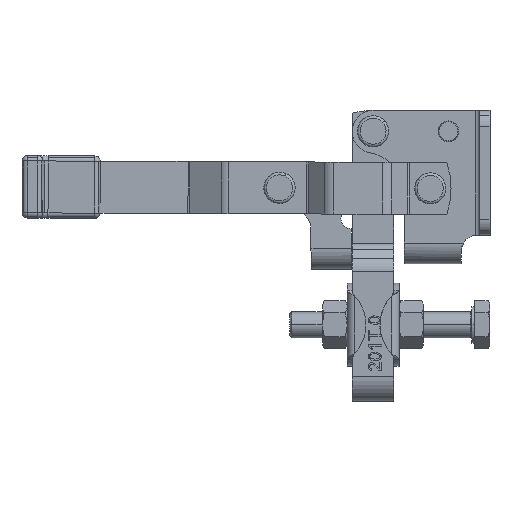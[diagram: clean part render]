
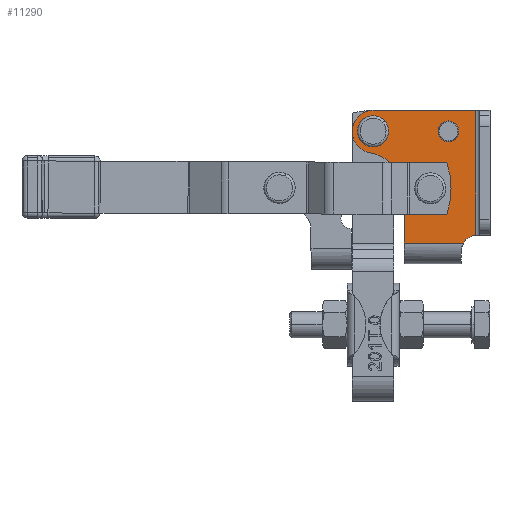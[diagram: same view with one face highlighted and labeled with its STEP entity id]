
A CAD part, left-side view. The second image highlights one B-rep face of the part: STEP entity #11290.
In plain terms, the highlighted planar face has unit normal (-1, 0, 0).
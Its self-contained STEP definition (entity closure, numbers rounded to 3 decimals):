
#2211=CARTESIAN_POINT('',(-138.871,38.096,15.549));
#2212=VERTEX_POINT('',#2211);
#2229=CARTESIAN_POINT('',(-138.871,34.041,11.127));
#2230=VERTEX_POINT('',#2229);
#2237=CARTESIAN_POINT('',(-138.871,36.069,13.338));
#2238=DIRECTION('',(1.0,0.,0.));
#2239=DIRECTION('',(0.,0.676,0.737));
#2240=AXIS2_PLACEMENT_3D('',#2237,#2238,#2239);
#2241=CIRCLE('',#2240,3.);
#2242=EDGE_CURVE('',#2212,#2230,#2241,.T.);
#2336=CARTESIAN_POINT('',(-138.871,21.569,15.338));
#2337=VERTEX_POINT('',#2336);
#2346=CARTESIAN_POINT('',(-138.871,21.569,11.338));
#2347=VERTEX_POINT('',#2346);
#2348=CARTESIAN_POINT('',(-138.871,21.569,13.338));
#2349=DIRECTION('',(1.0,0.0,0.0));
#2350=DIRECTION('',(0.0,0.0,1.0));
#2351=AXIS2_PLACEMENT_3D('',#2348,#2349,#2350);
#2352=CIRCLE('',#2351,2.0);
#2353=EDGE_CURVE('',#2347,#2337,#2352,.T.);
#3900=CARTESIAN_POINT('',(-138.871,18.19,-7.541));
#3901=VERTEX_POINT('',#3900);
#3910=CARTESIAN_POINT('',(-138.871,18.667,-8.162));
#3911=VERTEX_POINT('',#3910);
#3912=CARTESIAN_POINT('',(-138.871,16.069,-9.662));
#3913=DIRECTION('',(-1.0,0.,0.));
#3914=DIRECTION('',(0.,0.707,0.707));
#3915=AXIS2_PLACEMENT_3D('',#3912,#3913,#3914);
#3916=CIRCLE('',#3915,3.);
#3917=EDGE_CURVE('',#3901,#3911,#3916,.T.);
#4449=CARTESIAN_POINT('',(-138.871,38.897,16.166));
#4450=VERTEX_POINT('',#4449);
#4466=CARTESIAN_POINT('',(-138.871,40.069,13.338));
#4467=VERTEX_POINT('',#4466);
#4474=CARTESIAN_POINT('',(-138.871,36.069,13.338));
#4475=DIRECTION('',(1.,0.,0.));
#4476=DIRECTION('',(0.,0.707,0.707));
#4477=AXIS2_PLACEMENT_3D('',#4474,#4475,#4476);
#4478=CIRCLE('',#4477,4.0);
#4479=EDGE_CURVE('',#4467,#4450,#4478,.T.);
#4531=CARTESIAN_POINT('',(-138.871,32.412,6.994));
#4532=VERTEX_POINT('',#4531);
#4541=CARTESIAN_POINT('',(-138.871,36.735,9.226));
#4542=VERTEX_POINT('',#4541);
#4543=CARTESIAN_POINT('',(-138.871,38.069,1.338));
#4544=DIRECTION('',(-1.0,0.,0.));
#4545=DIRECTION('',(0.,-0.707,0.707));
#4546=AXIS2_PLACEMENT_3D('',#4543,#4544,#4545);
#4547=CIRCLE('',#4546,8.0);
#4548=EDGE_CURVE('',#4532,#4542,#4547,.T.);
#5807=CARTESIAN_POINT('',(-138.871,30.069,-8.162));
#5808=VERTEX_POINT('',#5807);
#5809=CARTESIAN_POINT('',(-138.871,30.069,-8.162));
#5810=DIRECTION('',(0.0,-1.0,0.));
#5811=VECTOR('',#5810,11.402);
#5812=LINE('',#5809,#5811);
#5813=EDGE_CURVE('',#3911,#5808,#5812,.F.);
#5891=CARTESIAN_POINT('',(-138.871,16.319,17.338));
#5892=VERTEX_POINT('',#5891);
#5900=CARTESIAN_POINT('',(-138.871,16.319,-6.673));
#5901=VERTEX_POINT('',#5900);
#5902=CARTESIAN_POINT('',(-138.871,16.319,-6.673));
#5903=DIRECTION('',(0.0,0.0,1.0));
#5904=VECTOR('',#5903,24.01);
#5905=LINE('',#5902,#5904);
#5906=EDGE_CURVE('',#5901,#5892,#5905,.T.);
#6097=CARTESIAN_POINT('',(-138.871,30.069,1.338));
#6098=VERTEX_POINT('',#6097);
#6099=CARTESIAN_POINT('',(-138.871,30.069,1.338));
#6100=DIRECTION('',(0.0,0.0,-1.0));
#6101=VECTOR('',#6100,9.5);
#6102=LINE('',#6099,#6101);
#6103=EDGE_CURVE('',#6098,#5808,#6102,.T.);
#6147=CARTESIAN_POINT('',(-138.871,38.069,1.338));
#6148=DIRECTION('',(-1.0,0.,0.));
#6149=DIRECTION('',(0.,-0.707,0.707));
#6150=AXIS2_PLACEMENT_3D('',#6147,#6148,#6149);
#6151=CIRCLE('',#6150,8.0);
#6152=EDGE_CURVE('',#6098,#4532,#6151,.T.);
#6196=CARTESIAN_POINT('',(-138.871,36.069,17.338));
#6197=VERTEX_POINT('',#6196);
#6198=CARTESIAN_POINT('',(-138.871,36.069,13.338));
#6199=DIRECTION('',(1.,0.,0.));
#6200=DIRECTION('',(0.,0.707,0.707));
#6201=AXIS2_PLACEMENT_3D('',#6198,#6199,#6200);
#6202=CIRCLE('',#6201,4.0);
#6203=EDGE_CURVE('',#4450,#6197,#6202,.T.);
#6381=CARTESIAN_POINT('',(-138.871,36.069,17.338));
#6382=DIRECTION('',(0.0,-1.0,0.0));
#6383=VECTOR('',#6382,19.75);
#6384=LINE('',#6381,#6383);
#6385=EDGE_CURVE('',#6197,#5892,#6384,.T.);
#6629=CARTESIAN_POINT('',(-138.871,40.069,13.17));
#6630=VERTEX_POINT('',#6629);
#6631=CARTESIAN_POINT('',(-138.871,36.069,13.17));
#6632=DIRECTION('',(1.0,0.0,0.0));
#6633=DIRECTION('',(0.0,-1.0,0.0));
#6634=AXIS2_PLACEMENT_3D('',#6631,#6632,#6633);
#6635=CIRCLE('',#6634,4.);
#6636=EDGE_CURVE('',#4542,#6630,#6635,.T.);
#6682=CARTESIAN_POINT('',(-138.871,16.069,-9.662));
#6683=DIRECTION('',(-1.0,0.,0.));
#6684=DIRECTION('',(0.,0.707,0.707));
#6685=AXIS2_PLACEMENT_3D('',#6682,#6683,#6684);
#6686=CIRCLE('',#6685,3.);
#6687=EDGE_CURVE('',#5901,#3901,#6686,.T.);
#10266=CARTESIAN_POINT('',(-138.871,21.851,7.325));
#10267=VERTEX_POINT('',#10266);
#10274=CARTESIAN_POINT('',(-138.871,29.014,7.353));
#10275=VERTEX_POINT('',#10274);
#10276=CARTESIAN_POINT('',(-138.871,29.014,7.353));
#10277=DIRECTION('',(0.0,-1.,-0.004));
#10278=VECTOR('',#10277,7.163);
#10279=LINE('',#10276,#10278);
#10280=EDGE_CURVE('',#10275,#10267,#10279,.T.);
#11220=CARTESIAN_POINT('',(-138.871,26.819,2.588));
#11221=DIRECTION('',(-1.0,0.0,0.0));
#11222=DIRECTION('',(0.0,0.0,1.0));
#11223=AXIS2_PLACEMENT_3D('',#11220,#11221,#11222);
#11224=PLANE('',#11223);
#11225=ORIENTED_EDGE('',*,*,#6636,.F.);
#11226=ORIENTED_EDGE('',*,*,#4548,.F.);
#11227=ORIENTED_EDGE('',*,*,#6152,.F.);
#11228=ORIENTED_EDGE('',*,*,#6103,.T.);
#11229=ORIENTED_EDGE('',*,*,#5813,.F.);
#11230=ORIENTED_EDGE('',*,*,#3917,.F.);
#11231=ORIENTED_EDGE('',*,*,#6687,.F.);
#11232=ORIENTED_EDGE('',*,*,#5906,.T.);
#11233=ORIENTED_EDGE('',*,*,#6385,.F.);
#11234=ORIENTED_EDGE('',*,*,#6203,.F.);
#11235=ORIENTED_EDGE('',*,*,#4479,.F.);
#11236=CARTESIAN_POINT('',(-138.871,40.069,13.17));
#11237=DIRECTION('',(0.0,0.0,1.0));
#11238=VECTOR('',#11237,0.168);
#11239=LINE('',#11236,#11238);
#11240=EDGE_CURVE('',#6630,#4467,#11239,.T.);
#11241=ORIENTED_EDGE('',*,*,#11240,.F.);
#11242=EDGE_LOOP('',(#11225,#11226,#11227,#11228,#11229,#11230,#11231,#11232,#11233,#11234,#11235,#11241));
#11243=FACE_OUTER_BOUND('',#11242,.T.);
#11244=ORIENTED_EDGE('',*,*,#2242,.T.);
#11245=CARTESIAN_POINT('',(-138.871,36.069,13.338));
#11246=DIRECTION('',(1.0,0.,0.));
#11247=DIRECTION('',(0.,0.676,0.737));
#11248=AXIS2_PLACEMENT_3D('',#11245,#11246,#11247);
#11249=CIRCLE('',#11248,3.);
#11250=EDGE_CURVE('',#2230,#2212,#11249,.T.);
#11251=ORIENTED_EDGE('',*,*,#11250,.T.);
#11252=EDGE_LOOP('',(#11244,#11251));
#11253=FACE_BOUND('',#11252,.T.);
#11254=CARTESIAN_POINT('',(-138.871,21.569,13.338));
#11255=DIRECTION('',(1.0,0.0,0.0));
#11256=DIRECTION('',(0.0,0.0,1.0));
#11257=AXIS2_PLACEMENT_3D('',#11254,#11255,#11256);
#11258=CIRCLE('',#11257,2.0);
#11259=EDGE_CURVE('',#2337,#2347,#11258,.T.);
#11260=ORIENTED_EDGE('',*,*,#11259,.T.);
#11261=ORIENTED_EDGE('',*,*,#2353,.T.);
#11262=EDGE_LOOP('',(#11260,#11261));
#11263=FACE_BOUND('',#11262,.T.);
#11264=CARTESIAN_POINT('',(-138.871,29.052,-2.647));
#11265=VERTEX_POINT('',#11264);
#11266=CARTESIAN_POINT('',(-138.871,29.014,7.353));
#11267=DIRECTION('',(0.0,0.004,-1.));
#11268=VECTOR('',#11267,10.0);
#11269=LINE('',#11266,#11268);
#11270=EDGE_CURVE('',#10275,#11265,#11269,.T.);
#11271=ORIENTED_EDGE('',*,*,#11270,.F.);
#11272=ORIENTED_EDGE('',*,*,#10280,.T.);
#11273=CARTESIAN_POINT('',(-138.871,21.889,-2.675));
#11274=VERTEX_POINT('',#11273);
#11275=CARTESIAN_POINT('',(-138.871,37.069,2.384));
#11276=DIRECTION('',(1.,0.,0.));
#11277=DIRECTION('',(0.,-0.949,-0.316));
#11278=AXIS2_PLACEMENT_3D('',#11275,#11276,#11277);
#11279=CIRCLE('',#11278,16.0);
#11280=EDGE_CURVE('',#10267,#11274,#11279,.T.);
#11281=ORIENTED_EDGE('',*,*,#11280,.T.);
#11282=CARTESIAN_POINT('',(-138.871,21.889,-2.675));
#11283=DIRECTION('',(0.0,1.,0.004));
#11284=VECTOR('',#11283,7.163);
#11285=LINE('',#11282,#11284);
#11286=EDGE_CURVE('',#11274,#11265,#11285,.T.);
#11287=ORIENTED_EDGE('',*,*,#11286,.T.);
#11288=EDGE_LOOP('',(#11271,#11272,#11281,#11287));
#11289=FACE_BOUND('',#11288,.T.);
#11290=ADVANCED_FACE('',(#11243,#11253,#11263,#11289),#11224,.T.);
